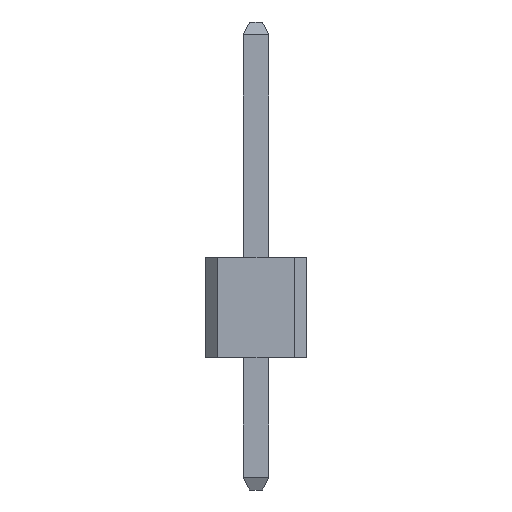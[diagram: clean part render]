
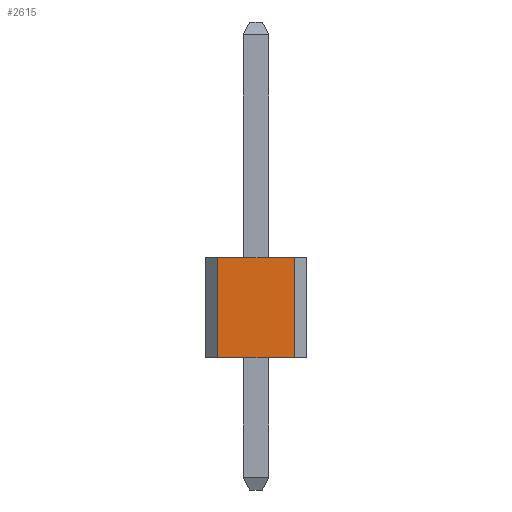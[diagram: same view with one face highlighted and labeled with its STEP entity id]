
A CAD part, left-side view. The second image highlights one B-rep face of the part: STEP entity #2615.
In plain terms, the highlighted planar face has unit normal (-1, 0, 0).
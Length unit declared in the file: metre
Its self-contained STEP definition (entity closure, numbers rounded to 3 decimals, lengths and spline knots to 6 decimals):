
#448=ORIENTED_EDGE('',*,*,#956,.T.);
#449=ORIENTED_EDGE('',*,*,#957,.T.);
#450=ORIENTED_EDGE('',*,*,#958,.F.);
#451=ORIENTED_EDGE('',*,*,#959,.T.);
#956=EDGE_CURVE('',#1230,#1231,#1530,.T.);
#957=EDGE_CURVE('',#1231,#1232,#1531,.T.);
#958=EDGE_CURVE('',#1233,#1232,#1532,.T.);
#959=EDGE_CURVE('',#1233,#1230,#1533,.T.);
#1230=VERTEX_POINT('',#4135);
#1231=VERTEX_POINT('',#4136);
#1232=VERTEX_POINT('',#4138);
#1233=VERTEX_POINT('',#4140);
#1530=LINE('',#4134,#1884);
#1531=LINE('',#4137,#1885);
#1532=LINE('',#4139,#1886);
#1533=LINE('',#4141,#1887);
#1884=VECTOR('',#3423,1.);
#1885=VECTOR('',#3424,1.);
#1886=VECTOR('',#3425,1.);
#1887=VECTOR('',#3426,1.);
#2135=EDGE_LOOP('',(#448,#449,#450,#451));
#2295=FACE_BOUND('',#2135,.T.);
#2455=PLANE('',#2932);
#2615=ADVANCED_FACE('',(#2295),#2455,.F.);
#2932=AXIS2_PLACEMENT_3D('',#4133,#3421,#3422);
#3421=DIRECTION('',(1.,0.,0.));
#3422=DIRECTION('',(0.,0.,-1.));
#3423=DIRECTION('',(0.,-1.,0.));
#3424=DIRECTION('',(0.,0.,1.));
#3425=DIRECTION('',(0.,-1.,0.));
#3426=DIRECTION('',(0.,0.,-1.));
#4133=CARTESIAN_POINT('',(-0.00127,0.,0.0025));
#4134=CARTESIAN_POINT('',(-0.00127,0.,0.));
#4135=CARTESIAN_POINT('',(-0.00127,0.00095,0.));
#4136=CARTESIAN_POINT('',(-0.00127,-0.00095,0.));
#4137=CARTESIAN_POINT('',(-0.00127,-0.00095,0.0025));
#4138=CARTESIAN_POINT('',(-0.00127,-0.00095,0.0025));
#4139=CARTESIAN_POINT('',(-0.00127,0.,0.0025));
#4140=CARTESIAN_POINT('',(-0.00127,0.00095,0.0025));
#4141=CARTESIAN_POINT('',(-0.00127,0.00095,0.));
